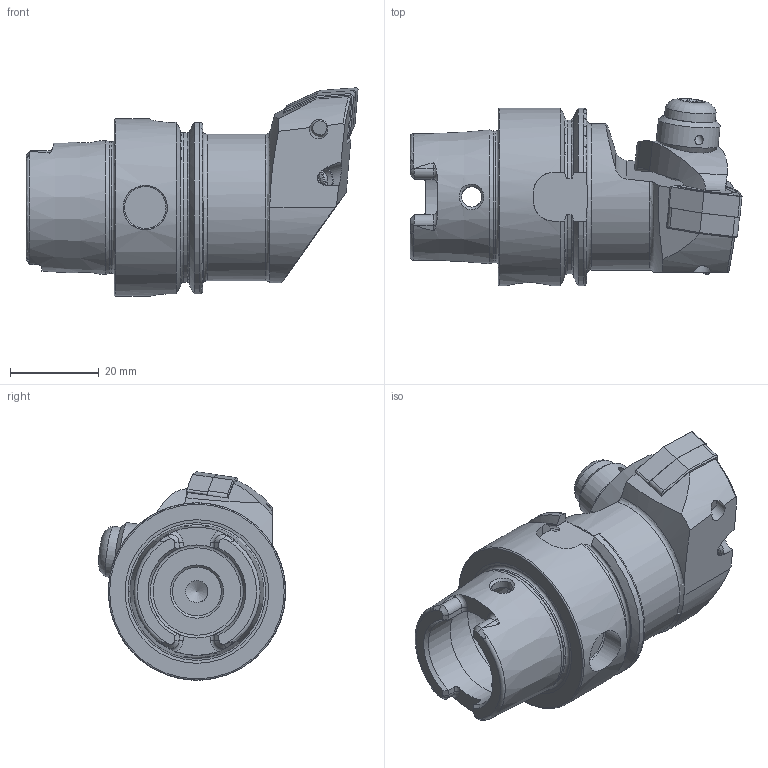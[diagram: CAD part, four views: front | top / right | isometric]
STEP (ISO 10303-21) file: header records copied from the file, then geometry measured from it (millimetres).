
FILE_DESCRIPTION (( 'STEP AP214' ), '1' );
FILE_NAME ('HA4.KWE.LLA.055.STEP', '2020-02-10T11:23:00', ( '' ), ( '' ), 'SwSTEP 2.0', 'SolidWorks 2017', '' );
FILE_SCHEMA (( 'AUTOMOTIVE_DESIGN' ));
Length unit declared in the file: millimetre
Products named in the file (11): WWE-ER2.101.004_A; HA4.KWE.LLA.055; WCC-ER4.103.032_A; KVT_MB_600_050; WCC-ER3.102.024_C; WCC-ER5.102.012_B; HA4-KWE.LLA.055_A_Fertigbearbeitung; ISO 13337 - 3 x 12_PreviewCfg; WCC-ER5.102.005_A; WCC-ER2.001.010_A; WNMG080404
Assembly tree (10 placements, depth 2):
  HA4.KWE.LLA.055
    HA4-KWE.LLA.055_A_Fertigbearbeitung
    WWE-ER2.101.004_A
    WCC-ER2.001.010_A
    WNMG080404
    WCC-ER3.102.024_C
    WCC-ER5.102.012_B
    WCC-ER5.102.005_A
    WCC-ER4.103.032_A
    KVT_MB_600_050
    ISO 13337 - 3 x 12_PreviewCfg
Bounding box: 74.9 x 42.21 x 47 mm (x, y, z)
Volume: 48226.3 mm3; surface area: 18982 mm2
Topology: 11 solids, 11 shells, 369 faces, 940 edges, 590 vertices
Faces by surface type: plane 139, cylinder 106, cone 66, torus 36, bspline 21, sphere 1
Full cylindrical faces by diameter (mm): 2 x3, 3 x2, 4 x1, 4.2 x3, 4.6 x2, 5 x6, 5.16 x1, 6 x1, 6.2 x4, 6.7 x1, 6.8 x1, 7 x3, 7.8 x1, 8.5 x1, 10 x1, 11 x1, 11.5 x1, 12.5 x1, 21 x2, 25.5 x1, 29.707 x1, 33 x1, 40 x1
Entity records: 13590 total; most frequent: CARTESIAN_POINT 4691, ORIENTED_EDGE 1612, DIRECTION 1565, EDGE_CURVE 806, AXIS2_PLACEMENT_3D 626, VERTEX_POINT 555, EDGE_LOOP 487, FACE_OUTER_BOUND 425
